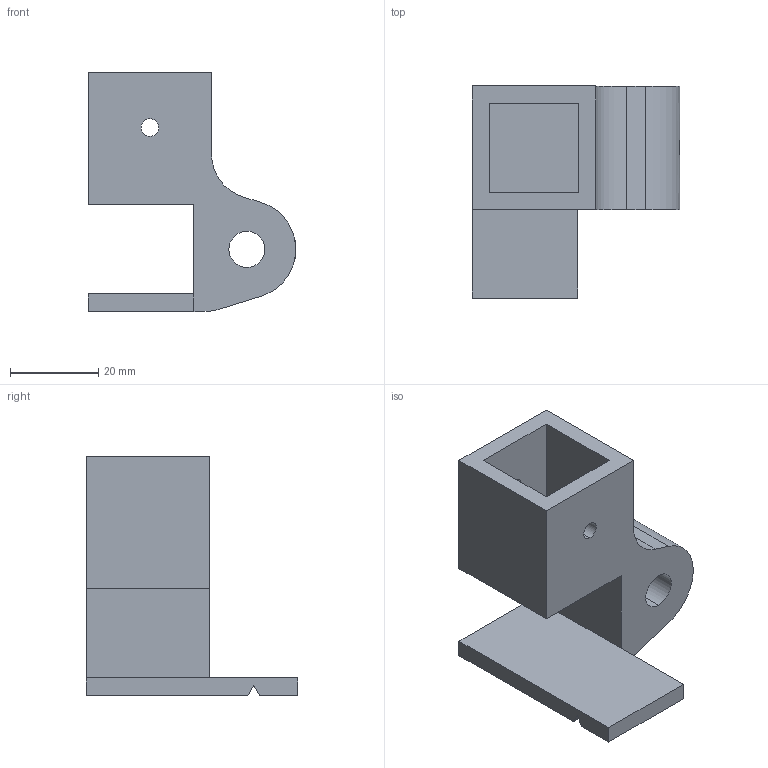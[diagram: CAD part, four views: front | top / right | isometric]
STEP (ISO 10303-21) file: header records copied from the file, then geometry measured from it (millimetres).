
FILE_DESCRIPTION (( 'STEP AP214' ), '1' );
FILE_NAME ('mount_3_2.STEP', '2025-01-12T00:01:24', ( '' ), ( '' ), 'SwSTEP 2.0', 'SolidWorks 2024', '' );
FILE_SCHEMA (( 'AUTOMOTIVE_DESIGN' ));
Length unit declared in the file: millimetre
Products named in the file (1): mount_3_2
Bounding box: 47.1 x 48 x 54.2 mm (x, y, z)
Volume: 30393.5 mm3; surface area: 13363.3 mm2
Topology: 1 solids, 1 shells, 33 faces, 89 edges, 59 vertices
Faces by surface type: plane 22, cylinder 9, bspline 2
Entity records: 1208 total; most frequent: CARTESIAN_POINT 332, ORIENTED_EDGE 178, DIRECTION 167, EDGE_CURVE 89, VECTOR 67, LINE 67, VERTEX_POINT 59, AXIS2_PLACEMENT_3D 50
